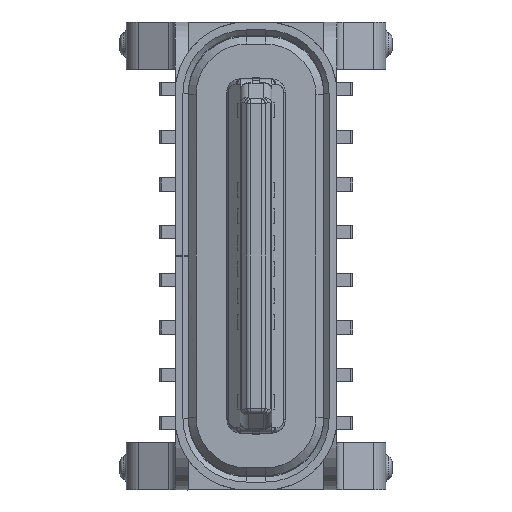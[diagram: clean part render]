
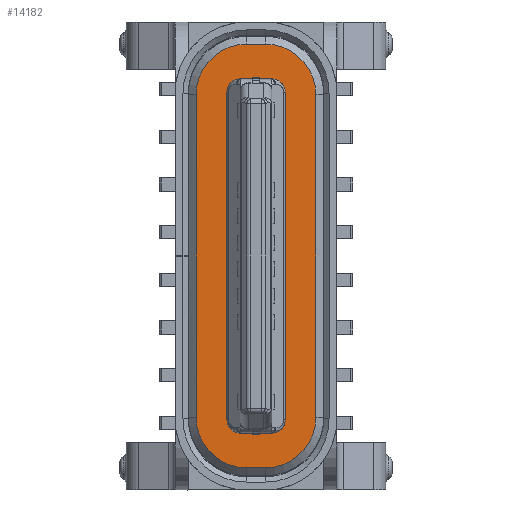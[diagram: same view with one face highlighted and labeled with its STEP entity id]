
A CAD part, front view. The second image highlights one B-rep face of the part: STEP entity #14182.
In plain terms, the highlighted planar face has unit normal (0, -1, 0).
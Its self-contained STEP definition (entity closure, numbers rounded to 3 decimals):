
#339=DIRECTION('',(1.,0.,0.));
#340=VECTOR('',#339,0.36);
#341=CARTESIAN_POINT('',(-0.18,-1.115,
-4.));
#342=LINE('',#341,#340);
#343=CARTESIAN_POINT('',(-0.18,-1.115,
-3.05));
#344=DIRECTION('',(0.,-1.,0.));
#345=DIRECTION('',(-1.,0.,0.));
#346=AXIS2_PLACEMENT_3D('',#343,#344,#345);
#348=DIRECTION('',(0.,0.,-1.));
#349=VECTOR('',#348,6.1);
#350=CARTESIAN_POINT('',(-1.13,-1.115,3.05));
#351=LINE('',#350,#349);
#352=CARTESIAN_POINT('',(-0.18,-1.115,
3.05));
#353=DIRECTION('',(0.,-1.,0.));
#354=DIRECTION('',(0.,0.,1.));
#355=AXIS2_PLACEMENT_3D('',#352,#353,#354);
#357=DIRECTION('',(-1.,0.,0.));
#358=VECTOR('',#357,0.36);
#359=CARTESIAN_POINT('',(0.18,-1.115,4.));
#360=LINE('',#359,#358);
#361=CARTESIAN_POINT('',(0.18,-1.115,3.05));
#362=DIRECTION('',(0.,-1.,0.));
#363=DIRECTION('',(1.,0.,0.));
#364=AXIS2_PLACEMENT_3D('',#361,#362,#363);
#366=DIRECTION('',(0.,0.,1.));
#367=VECTOR('',#366,6.1);
#368=CARTESIAN_POINT('',(1.13,-1.115,-3.05));
#369=LINE('',#368,#367);
#370=CARTESIAN_POINT('',(0.18,-1.115,
-3.05));
#371=DIRECTION('',(0.,-1.,0.));
#372=DIRECTION('',(0.,0.,-1.));
#373=AXIS2_PLACEMENT_3D('',#370,#371,#372);
#375=DIRECTION('',(0.,0.,-1.));
#376=VECTOR('',#375,6.19);
#377=CARTESIAN_POINT('',(-0.549,-1.115,
3.095));
#378=LINE('',#377,#376);
#379=DIRECTION('',(-1.,0.,0.));
#380=VECTOR('',#379,0.6);
#381=CARTESIAN_POINT('',(0.301,-1.115,
-3.345));
#382=LINE('',#381,#380);
#8559=DIRECTION('',(0.,0.,-1.));
#8560=VECTOR('',#8559,6.19);
#8561=CARTESIAN_POINT('',(0.551,-1.115,
3.095));
#8562=LINE('',#8561,#8560);
#8987=CARTESIAN_POINT('',(0.301,-1.115,
-3.095));
#8988=DIRECTION('',(0.,1.,0.));
#8989=DIRECTION('',(1.,0.,0.));
#8990=AXIS2_PLACEMENT_3D('',#8987,#8988,#8989);
#9570=CARTESIAN_POINT('',(-0.299,-1.115,
-3.095));
#9571=DIRECTION('',(0.,1.,0.));
#9572=DIRECTION('',(0.,0.,-1.));
#9573=AXIS2_PLACEMENT_3D('',#9570,#9571,#9572);
#9595=CARTESIAN_POINT('',(-0.299,-1.115,
3.095));
#9596=DIRECTION('',(0.,1.,0.));
#9597=DIRECTION('',(-1.,0.,0.));
#9598=AXIS2_PLACEMENT_3D('',#9595,#9596,#9597);
#9611=DIRECTION('',(-1.,0.,0.));
#9612=VECTOR('',#9611,0.6);
#9613=CARTESIAN_POINT('',(0.301,-1.115,
3.345));
#9614=LINE('',#9613,#9612);
#9634=CARTESIAN_POINT('',(0.301,-1.115,
3.095));
#9635=DIRECTION('',(0.,1.,0.));
#9636=DIRECTION('',(0.,0.,1.));
#9637=AXIS2_PLACEMENT_3D('',#9634,#9635,#9636);
#11992=CARTESIAN_POINT('',(-0.18,-1.115,
-4.));
#11993=CARTESIAN_POINT('',(0.18,-1.115,
-4.));
#11994=VERTEX_POINT('',#11992);
#11995=VERTEX_POINT('',#11993);
#12000=CARTESIAN_POINT('',(1.13,-1.115,-3.05));
#12001=VERTEX_POINT('',#12000);
#12002=CARTESIAN_POINT('',(1.13,-1.115,
3.05));
#12003=VERTEX_POINT('',#12002);
#12004=CARTESIAN_POINT('',(0.18,-1.115,
4.));
#12005=VERTEX_POINT('',#12004);
#12006=CARTESIAN_POINT('',(-0.18,-1.115,
4.));
#12007=VERTEX_POINT('',#12006);
#12012=CARTESIAN_POINT('',(-1.13,-1.115,3.05));
#12013=VERTEX_POINT('',#12012);
#12014=CARTESIAN_POINT('',(-1.13,-1.115,
-3.05));
#12015=VERTEX_POINT('',#12014);
#12016=CARTESIAN_POINT('',(-0.549,-1.115,
3.095));
#12017=CARTESIAN_POINT('',(-0.549,-1.115,
-3.095));
#12018=VERTEX_POINT('',#12016);
#12019=VERTEX_POINT('',#12017);
#12020=CARTESIAN_POINT('',(0.551,-1.115,
3.095));
#12021=CARTESIAN_POINT('',(0.551,-1.115,
-3.095));
#12022=VERTEX_POINT('',#12020);
#12023=VERTEX_POINT('',#12021);
#12024=CARTESIAN_POINT('',(0.301,-1.115,
-3.345));
#12025=CARTESIAN_POINT('',(-0.299,-1.115,
-3.345));
#12026=VERTEX_POINT('',#12024);
#12027=VERTEX_POINT('',#12025);
#12028=CARTESIAN_POINT('',(0.301,-1.115,
3.345));
#12029=CARTESIAN_POINT('',(-0.299,-1.115,
3.345));
#12030=VERTEX_POINT('',#12028);
#12031=VERTEX_POINT('',#12029);
#14143=CARTESIAN_POINT('',(-0.549,-1.115,
4.5));
#14144=DIRECTION('',(0.,-1.,0.));
#14145=DIRECTION('',(-1.,0.,0.));
#14146=AXIS2_PLACEMENT_3D('',#14143,#14144,#14145);
#14147=PLANE('',#14146);
#14148=ORIENTED_EDGE('',*,*,#14134,.F.);
#14150=ORIENTED_EDGE('',*,*,#14149,.F.);
#14152=ORIENTED_EDGE('',*,*,#14151,.F.);
#14154=ORIENTED_EDGE('',*,*,#14153,.F.);
#14156=ORIENTED_EDGE('',*,*,#14155,.F.);
#14158=ORIENTED_EDGE('',*,*,#14157,.F.);
#14160=ORIENTED_EDGE('',*,*,#14159,.F.);
#14161=ORIENTED_EDGE('',*,*,#14122,.F.);
#14162=EDGE_LOOP('',(#14148,#14150,#14152,#14154,#14156,#14158,#14160,#14161));
#14163=FACE_OUTER_BOUND('',#14162,.F.);
#14165=ORIENTED_EDGE('',*,*,#14164,.F.);
#14167=ORIENTED_EDGE('',*,*,#14166,.F.);
#14169=ORIENTED_EDGE('',*,*,#14168,.T.);
#14171=ORIENTED_EDGE('',*,*,#14170,.F.);
#14173=ORIENTED_EDGE('',*,*,#14172,.T.);
#14175=ORIENTED_EDGE('',*,*,#14174,.F.);
#14177=ORIENTED_EDGE('',*,*,#14176,.F.);
#14179=ORIENTED_EDGE('',*,*,#14178,.F.);
#14180=EDGE_LOOP('',(#14165,#14167,#14169,#14171,#14173,#14175,#14177,#14179));
#14181=FACE_BOUND('',#14180,.F.);
#347=CIRCLE('',#346,0.95);
#356=CIRCLE('',#355,0.95);
#365=CIRCLE('',#364,0.95);
#374=CIRCLE('',#373,0.95);
#8991=CIRCLE('',#8990,0.25);
#9574=CIRCLE('',#9573,0.25);
#9599=CIRCLE('',#9598,0.25);
#9638=CIRCLE('',#9637,0.25);
#14122=EDGE_CURVE('',#11995,#12001,#374,.T.);
#14134=EDGE_CURVE('',#11994,#11995,#342,.T.);
#14149=EDGE_CURVE('',#12015,#11994,#347,.T.);
#14151=EDGE_CURVE('',#12013,#12015,#351,.T.);
#14153=EDGE_CURVE('',#12007,#12013,#356,.T.);
#14155=EDGE_CURVE('',#12005,#12007,#360,.T.);
#14157=EDGE_CURVE('',#12003,#12005,#365,.T.);
#14159=EDGE_CURVE('',#12001,#12003,#369,.T.);
#14164=EDGE_CURVE('',#12022,#12023,#8562,.T.);
#14166=EDGE_CURVE('',#12030,#12022,#9638,.T.);
#14168=EDGE_CURVE('',#12030,#12031,#9614,.T.);
#14170=EDGE_CURVE('',#12018,#12031,#9599,.T.);
#14172=EDGE_CURVE('',#12018,#12019,#378,.T.);
#14174=EDGE_CURVE('',#12027,#12019,#9574,.T.);
#14176=EDGE_CURVE('',#12026,#12027,#382,.T.);
#14178=EDGE_CURVE('',#12023,#12026,#8991,.T.);
#14182=ADVANCED_FACE('',(#14163,#14181),#14147,.T.);
